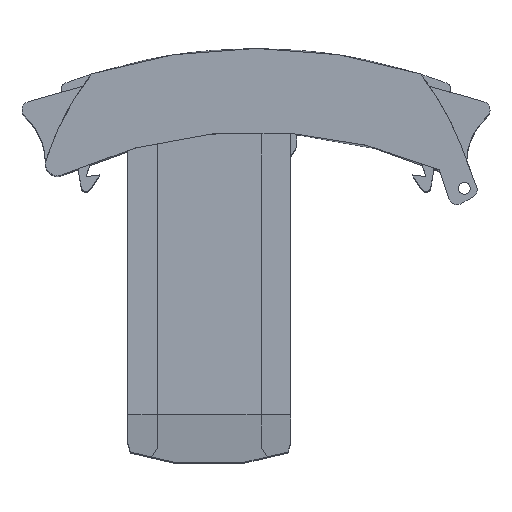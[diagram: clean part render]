
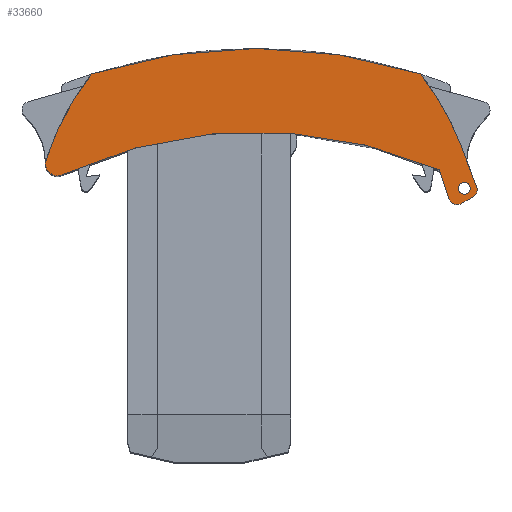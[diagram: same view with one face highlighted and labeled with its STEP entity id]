
A CAD part, top view. The second image highlights one B-rep face of the part: STEP entity #33660.
In plain terms, the highlighted face is planar.
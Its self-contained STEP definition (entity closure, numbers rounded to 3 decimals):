
#32270=CARTESIAN_POINT('',(-16.302,6.08,
-81.5));
#32280=DIRECTION('',(0.,0.,1.));
#32290=DIRECTION('',(1.,0.,0.));
#32300=AXIS2_PLACEMENT_3D('',#32270,#32280,#32290);
#32310=CIRCLE('',#32300,1.);
#32320=CARTESIAN_POINT('',(-16.802,5.214,
-81.5));
#32330=VERTEX_POINT('',#32320);
#32340=CARTESIAN_POINT('',(-15.302,6.08,
-81.5));
#32350=VERTEX_POINT('',#32340);
#32360=EDGE_CURVE('',#32330,#32350,#32310,.T.);
#32500=CARTESIAN_POINT('',(-17.302,6.08,
-81.5));
#32510=VERTEX_POINT('',#32500);
#32540=EDGE_CURVE('',#32510,#32330,#32310,.T.);
#32660=CARTESIAN_POINT('',(-9.931,19.055,
-81.5));
#32670=DIRECTION('',(0.,0.,1.));
#32680=DIRECTION('',(1.,0.,0.));
#32690=AXIS2_PLACEMENT_3D('',#32660,#32670,#32680);
#32700=PLANE('',#32690);
#32710=EDGE_CURVE('',#32350,#32510,#32310,.T.);
#32720=ORIENTED_EDGE('',*,*,#32710,.T.);
#32730=ORIENTED_EDGE('',*,*,#32360,.T.);
#32740=ORIENTED_EDGE('',*,*,#32540,.T.);
#32750=EDGE_LOOP('',(#32740,#32730,#32720));
#32760=FACE_BOUND('',#32750,.T.);
#32770=CARTESIAN_POINT('',(-16.965,5.885,
-81.5));
#32780=DIRECTION('',(0.,0.,1.));
#32790=DIRECTION('',(-1.,0.,0.));
#32800=AXIS2_PLACEMENT_3D('',#32770,#32780,#32790);
#32810=CIRCLE('',#32800,1.5);
#32820=CARTESIAN_POINT('',(-18.366,6.421,
-81.5));
#32830=VERTEX_POINT('',#32820);
#32840=CARTESIAN_POINT('',(-17.715,4.586,
-81.5));
#32850=VERTEX_POINT('',#32840);
#32860=EDGE_CURVE('',#32830,#32850,#32810,.T.);
#32870=ORIENTED_EDGE('',*,*,#32860,.F.);
#32880=CARTESIAN_POINT('',(18.634,-16.4,
-81.5));
#32890=DIRECTION('',(0.866,-0.5,
0.));
#32900=VECTOR('',#32890,1.);
#32910=LINE('',#32880,#32900);
#32920=CARTESIAN_POINT('',(-15.884,3.529,
-81.5));
#32930=VERTEX_POINT('',#32920);
#32940=EDGE_CURVE('',#32850,#32930,#32910,.T.);
#32950=ORIENTED_EDGE('',*,*,#32940,.F.);
#32960=CARTESIAN_POINT('',(-15.134,4.828,
-81.5));
#32970=DIRECTION('',(0.,0.,1.));
#32980=DIRECTION('',(-1.,0.,0.));
#32990=AXIS2_PLACEMENT_3D('',#32960,#32970,#32980);
#33000=CIRCLE('',#32990,1.5);
#33010=CARTESIAN_POINT('',(-13.708,4.361,
-81.5));
#33020=VERTEX_POINT('',#33010);
#33030=EDGE_CURVE('',#32930,#33020,#33000,.T.);
#33040=ORIENTED_EDGE('',*,*,#33030,.F.);
#33050=CARTESIAN_POINT('',(-9.275,17.903,
-81.5));
#33060=DIRECTION('',(0.311,0.95,
0.));
#33070=VECTOR('',#33060,1.);
#33080=LINE('',#33050,#33070);
#33090=CARTESIAN_POINT('',(-12.139,9.155,
-81.5));
#33100=VERTEX_POINT('',#33090);
#33110=EDGE_CURVE('',#33020,#33100,#33080,.T.);
#33120=ORIENTED_EDGE('',*,*,#33110,.F.);
#33130=CARTESIAN_POINT('',(18.634,-61.647,
-81.5));
#33140=DIRECTION('',(0.,0.,-1.));
#33150=DIRECTION('',(1.,0.,0.));
#33160=AXIS2_PLACEMENT_3D('',#33130,#33140,#33150);
#33170=CIRCLE('',#33160,77.2);
#33180=CARTESIAN_POINT('',(51.137,8.378,
-81.5));
#33190=VERTEX_POINT('',#33180);
#33200=EDGE_CURVE('',#33100,#33190,#33170,.T.);
#33210=ORIENTED_EDGE('',*,*,#33200,.F.);
#33220=CARTESIAN_POINT('',(51.979,10.192,
-81.5));
#33230=DIRECTION('',(0.,0.,-1.));
#33240=DIRECTION('',(1.,0.,0.));
#33250=AXIS2_PLACEMENT_3D('',#33220,#33230,#33240);
#33260=CIRCLE('',#33250,2.);
#33270=CARTESIAN_POINT('',(53.883,10.805,
-81.5));
#33280=VERTEX_POINT('',#33270);
#33290=EDGE_CURVE('',#33280,#33190,#33260,.T.);
#33300=ORIENTED_EDGE('',*,*,#33290,.T.);
#33310=CARTESIAN_POINT('',(9.144,-3.599,
-81.5));
#33320=DIRECTION('',(0.,0.,-1.));
#33330=DIRECTION('',(1.,0.,0.));
#33340=AXIS2_PLACEMENT_3D('',#33310,#33320,#33330);
#33350=CIRCLE('',#33340,47.);
#33360=CARTESIAN_POINT('',(46.226,25.28,
-81.5));
#33370=VERTEX_POINT('',#33360);
#33380=EDGE_CURVE('',#33370,#33280,#33350,.T.);
#33390=ORIENTED_EDGE('',*,*,#33380,.T.);
#33400=CARTESIAN_POINT('',(18.634,-61.647,
-81.5));
#33410=DIRECTION('',(0.,0.,1.));
#33420=DIRECTION('',(-1.,0.,0.));
#33430=AXIS2_PLACEMENT_3D('',#33400,#33410,#33420);
#33440=CIRCLE('',#33430,91.2);
#33450=CARTESIAN_POINT('',(-8.957,25.28,
-81.5));
#33460=VERTEX_POINT('',#33450);
#33470=EDGE_CURVE('',#33370,#33460,#33440,.T.);
#33480=ORIENTED_EDGE('',*,*,#33470,.F.);
#33490=CARTESIAN_POINT('',(28.124,-3.599,
-81.5));
#33500=DIRECTION('',(0.,0.,1.));
#33510=DIRECTION('',(-1.,0.,0.));
#33520=AXIS2_PLACEMENT_3D('',#33490,#33500,#33510);
#33530=CIRCLE('',#33520,47.);
#33540=CARTESIAN_POINT('',(-15.771,13.201,
-81.5));
#33550=VERTEX_POINT('',#33540);
#33560=EDGE_CURVE('',#33460,#33550,#33530,.T.);
#33570=ORIENTED_EDGE('',*,*,#33560,.F.);
#33580=CARTESIAN_POINT('',(-13.971,17.903,
-81.5));
#33590=DIRECTION('',(-0.357,-0.934,
0.));
#33600=VECTOR('',#33590,1.);
#33610=LINE('',#33580,#33600);
#33620=EDGE_CURVE('',#33550,#32830,#33610,.T.);
#33630=ORIENTED_EDGE('',*,*,#33620,.F.);
#33640=EDGE_LOOP('',(#33630,#33570,#33480,#33390,#33300,#33210,#33120,
#33040,#32950,#32870));
#33650=FACE_OUTER_BOUND('',#33640,.T.);
#33660=ADVANCED_FACE('',(#32760,#33650),#32700,.F.);
